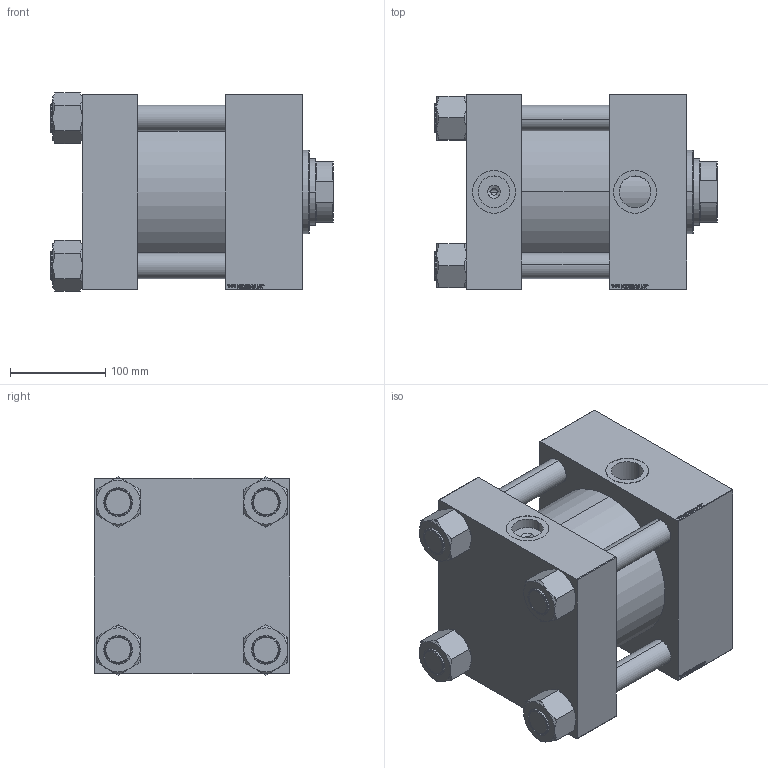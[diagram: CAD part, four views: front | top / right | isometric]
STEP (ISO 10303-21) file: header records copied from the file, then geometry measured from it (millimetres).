
FILE_DESCRIPTION (( 'STEP AP203' ), '1' );
FILE_NAME ('c35b.STEP', '2025-05-27T08:20:27', ( '' ), ( '' ), 'SwSTEP 2.0', 'SolidWorks 2019', '' );
FILE_SCHEMA (( 'CONFIG_CONTROL_DESIGN' ));
Length unit declared in the file: millimetre
Products named in the file (6): V215CR_C_TYCINKA 2e72b02ac24cc9aae4f630210aa65214; c35b; V215CR_C_Body 2e72b02ac24cc9aae4f630210aa65214; V215CR_VCP_C 2e72b02ac24cc9aae4f630210aa65214; NUT_M5_C 2e72b02ac24cc9aae4f630210aa65214; V215_VC_A 2e72b02ac24cc9aae4f630210aa65214
Assembly tree (11 placements, depth 2):
  c35b
    V215CR_C_Body 2e72b02ac24cc9aae4f630210aa65214
    V215CR_VCP_C 2e72b02ac24cc9aae4f630210aa65214
    NUT_M5_C 2e72b02ac24cc9aae4f630210aa65214  x4
    V215CR_C_TYCINKA 2e72b02ac24cc9aae4f630210aa65214  x4
    V215_VC_A 2e72b02ac24cc9aae4f630210aa65214
Bounding box: 296 x 205 x 208.14 mm (x, y, z)
Volume: 7447008.9 mm3; surface area: 694273.8 mm2
Topology: 11 solids, 11 shells, 1196 faces, 3034 edges, 1977 vertices
Faces by surface type: plane 574, bspline 392, cone 136, cylinder 86, torus 8
Entity records: 50762 total; most frequent: CARTESIAN_POINT 27272, ORIENTED_EDGE 5332, DIRECTION 3376, EDGE_CURVE 2666, VERTEX_POINT 1755, LINE 1614, VECTOR 1614, EDGE_LOOP 1169
